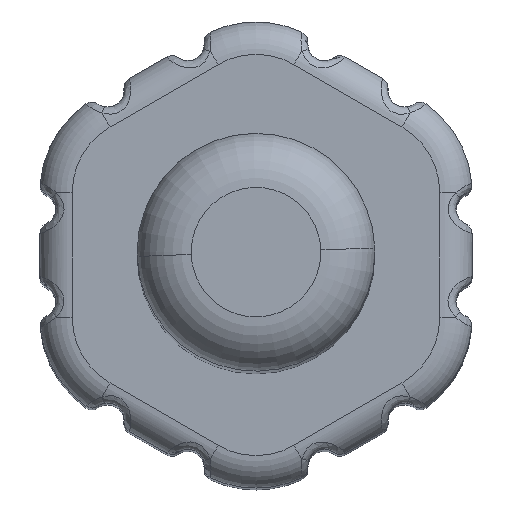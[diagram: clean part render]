
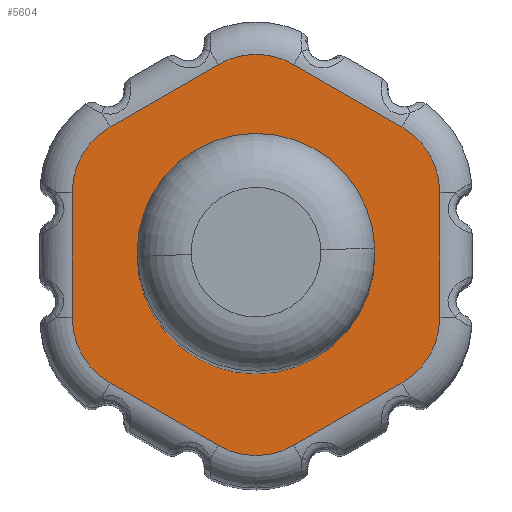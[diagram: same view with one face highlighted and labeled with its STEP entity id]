
A CAD part, top view. The second image highlights one B-rep face of the part: STEP entity #5604.
In plain terms, the highlighted planar face has unit normal (0, 0, 1).
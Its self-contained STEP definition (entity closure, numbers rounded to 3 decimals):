
#504=DIRECTION('',(0.,-1.,0.));
#505=VECTOR('',#504,1.156);
#506=CARTESIAN_POINT('',(-15.973,20.779,72.985));
#507=LINE('',#506,#505);
#595=DIRECTION('',(-0.866,-0.5,0.));
#596=VECTOR('',#595,1.155);
#597=CARTESIAN_POINT('',(-18.023,21.963,72.985));
#598=LINE('',#597,#596);
#599=CARTESIAN_POINT('',(-17.673,21.357,72.985));
#600=DIRECTION('',(0.,0.,1.));
#601=DIRECTION('',(0.5,0.866,0.));
#602=AXIS2_PLACEMENT_3D('',#599,#600,#601);
#604=DIRECTION('',(-0.866,0.5,0.));
#605=VECTOR('',#604,1.155);
#606=CARTESIAN_POINT('',(-16.323,21.385,72.985));
#607=LINE('',#606,#605);
#608=CARTESIAN_POINT('',(-16.673,20.779,72.985));
#609=DIRECTION('',(0.,0.,1.));
#610=DIRECTION('',(1.,0.,0.));
#611=AXIS2_PLACEMENT_3D('',#608,#609,#610);
#613=CARTESIAN_POINT('',(-16.673,19.623,72.985));
#614=DIRECTION('',(0.,0.,1.));
#615=DIRECTION('',(0.5,-0.866,0.));
#616=AXIS2_PLACEMENT_3D('',#613,#614,#615);
#618=DIRECTION('',(0.866,0.5,0.));
#619=VECTOR('',#618,1.155);
#620=CARTESIAN_POINT('',(-17.323,18.439,72.985));
#621=LINE('',#620,#619);
#622=CARTESIAN_POINT('',(-17.673,19.045,72.985));
#623=DIRECTION('',(0.,0.,1.));
#624=DIRECTION('',(-0.5,-0.866,0.));
#625=AXIS2_PLACEMENT_3D('',#622,#623,#624);
#627=DIRECTION('',(0.866,-0.5,0.));
#628=VECTOR('',#627,1.155);
#629=CARTESIAN_POINT('',(-19.023,19.017,72.985));
#630=LINE('',#629,#628);
#631=CARTESIAN_POINT('',(-18.673,19.623,72.985));
#632=DIRECTION('',(0.,0.,1.));
#633=DIRECTION('',(-1.,0.,0.));
#634=AXIS2_PLACEMENT_3D('',#631,#632,#633);
#636=CARTESIAN_POINT('',(-18.673,20.779,72.985));
#637=DIRECTION('',(0.,0.,1.));
#638=DIRECTION('',(-0.5,0.866,0.));
#639=AXIS2_PLACEMENT_3D('',#636,#637,#638);
#641=CARTESIAN_POINT('',(-17.673,20.201,72.985));
#642=DIRECTION('',(0.,0.,-1.));
#643=DIRECTION('',(1.,0.,0.));
#644=AXIS2_PLACEMENT_3D('',#641,#642,#643);
#646=CARTESIAN_POINT('',(-17.673,20.201,72.985));
#647=DIRECTION('',(0.,0.,-1.));
#648=DIRECTION('',(-1.,0.,0.));
#649=AXIS2_PLACEMENT_3D('',#646,#647,#648);
#906=DIRECTION('',(0.,1.,0.));
#907=VECTOR('',#906,1.156);
#908=CARTESIAN_POINT('',(-19.373,19.623,72.985));
#909=LINE('',#908,#907);
#2322=CARTESIAN_POINT('',(-15.973,20.779,72.985));
#2323=CARTESIAN_POINT('',(-16.323,21.385,72.985));
#2324=VERTEX_POINT('',#2322);
#2325=VERTEX_POINT('',#2323);
#2470=CARTESIAN_POINT('',(-19.373,19.623,72.985));
#2471=CARTESIAN_POINT('',(-19.023,19.017,72.985));
#2472=VERTEX_POINT('',#2470);
#2473=VERTEX_POINT('',#2471);
#2480=CARTESIAN_POINT('',(-18.023,18.439,72.985));
#2481=CARTESIAN_POINT('',(-17.323,18.439,72.985));
#2482=VERTEX_POINT('',#2480);
#2483=VERTEX_POINT('',#2481);
#2492=CARTESIAN_POINT('',(-17.323,21.963,72.985));
#2493=CARTESIAN_POINT('',(-18.023,21.963,72.985));
#2494=VERTEX_POINT('',#2492);
#2495=VERTEX_POINT('',#2493);
#2498=CARTESIAN_POINT('',(-16.323,19.017,72.985));
#2499=VERTEX_POINT('',#2498);
#2500=CARTESIAN_POINT('',(-16.573,20.201,72.985));
#2501=VERTEX_POINT('',#2500);
#2502=CARTESIAN_POINT('',(-18.773,20.201,72.985));
#2503=VERTEX_POINT('',#2502);
#2506=CARTESIAN_POINT('',(-15.973,19.623,72.985));
#2507=VERTEX_POINT('',#2506);
#2508=CARTESIAN_POINT('',(-19.023,21.385,72.985));
#2509=VERTEX_POINT('',#2508);
#2510=CARTESIAN_POINT('',(-19.373,20.779,72.985));
#2511=VERTEX_POINT('',#2510);
#5570=CARTESIAN_POINT('',(-19.494,18.224,72.985));
#5571=DIRECTION('',(0.,0.,1.));
#5572=DIRECTION('',(1.,0.,0.));
#5573=AXIS2_PLACEMENT_3D('',#5570,#5571,#5572);
#5574=PLANE('',#5573);
#5576=ORIENTED_EDGE('',*,*,#5575,.F.);
#5578=ORIENTED_EDGE('',*,*,#5577,.F.);
#5580=ORIENTED_EDGE('',*,*,#5579,.F.);
#5582=ORIENTED_EDGE('',*,*,#5581,.F.);
#5583=ORIENTED_EDGE('',*,*,#5116,.T.);
#5584=ORIENTED_EDGE('',*,*,#4556,.F.);
#5585=ORIENTED_EDGE('',*,*,#3235,.F.);
#5587=ORIENTED_EDGE('',*,*,#5586,.F.);
#5589=ORIENTED_EDGE('',*,*,#5588,.F.);
#5591=ORIENTED_EDGE('',*,*,#5590,.F.);
#5593=ORIENTED_EDGE('',*,*,#5592,.T.);
#5595=ORIENTED_EDGE('',*,*,#5594,.F.);
#5596=EDGE_LOOP('',(#5576,#5578,#5580,#5582,#5583,#5584,#5585,#5587,#5589,#5591,
#5593,#5595));
#5597=FACE_OUTER_BOUND('',#5596,.F.);
#5599=ORIENTED_EDGE('',*,*,#5598,.F.);
#5601=ORIENTED_EDGE('',*,*,#5600,.F.);
#5602=EDGE_LOOP('',(#5599,#5601));
#5603=FACE_BOUND('',#5602,.F.);
#5604=ADVANCED_FACE('',(#5597,#5603),#5574,.T.);
#603=CIRCLE('',#602,0.7);
#612=CIRCLE('',#611,0.7);
#617=CIRCLE('',#616,0.7);
#626=CIRCLE('',#625,0.7);
#635=CIRCLE('',#634,0.7);
#640=CIRCLE('',#639,0.7);
#645=CIRCLE('',#644,1.1);
#650=CIRCLE('',#649,1.1);
#3235=EDGE_CURVE('',#2483,#2499,#621,.T.);
#4556=EDGE_CURVE('',#2499,#2507,#617,.T.);
#5116=EDGE_CURVE('',#2324,#2507,#507,.T.);
#5575=EDGE_CURVE('',#2495,#2509,#598,.T.);
#5577=EDGE_CURVE('',#2494,#2495,#603,.T.);
#5579=EDGE_CURVE('',#2325,#2494,#607,.T.);
#5581=EDGE_CURVE('',#2324,#2325,#612,.T.);
#5586=EDGE_CURVE('',#2482,#2483,#626,.T.);
#5588=EDGE_CURVE('',#2473,#2482,#630,.T.);
#5590=EDGE_CURVE('',#2472,#2473,#635,.T.);
#5592=EDGE_CURVE('',#2472,#2511,#909,.T.);
#5594=EDGE_CURVE('',#2509,#2511,#640,.T.);
#5598=EDGE_CURVE('',#2501,#2503,#645,.T.);
#5600=EDGE_CURVE('',#2503,#2501,#650,.T.);
